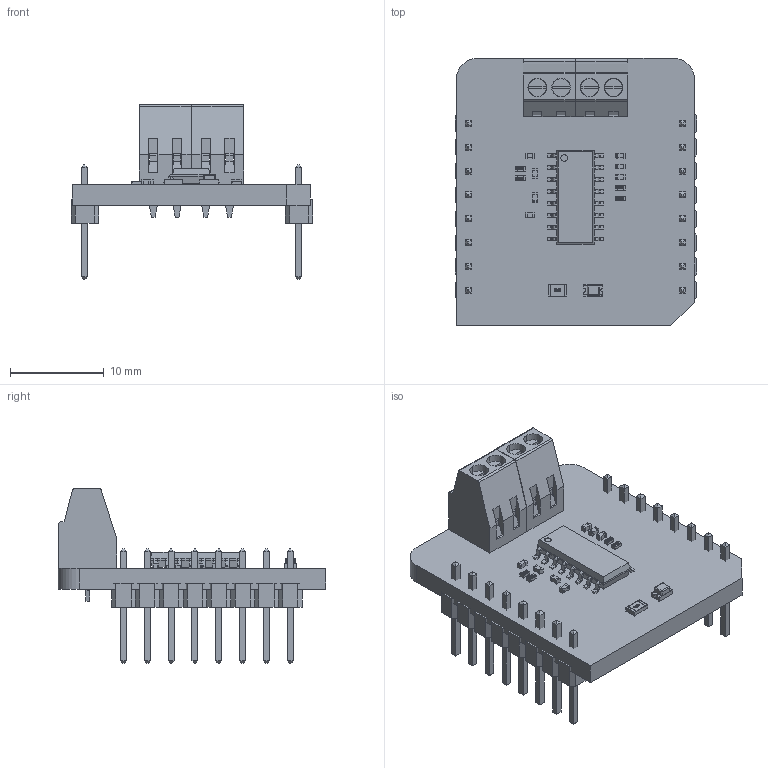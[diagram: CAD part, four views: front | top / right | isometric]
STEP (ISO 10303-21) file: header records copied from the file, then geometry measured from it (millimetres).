
FILE_DESCRIPTION(('Open CASCADE Model'),'2;1');
FILE_NAME('Open CASCADE Shape Model','2020-02-05T18:09:28',('Author'),( 'Open CASCADE'),'Open CASCADE STEP processor 6.8','Open CASCADE 6.8' ,'Unknown');
FILE_SCHEMA(('AUTOMOTIVE_DESIGN { 1 0 10303 214 1 1 1 1 }'));
Length unit declared in the file: millimetre
Products named in the file (31): PCB; Board; R3; User_Library-R_0402; R2; C2; User_Library-SMD_CAPACITOR0402; R1; User_Library-R_0805; MBD1; Header_1x8; Free-Models; 1240637040; User_Library-PinHeaderX5-1_PinHeaderX5_Body_1; User_Library-PinHeaderX5-1_PinHeaderX5_Pins_1; LD1; led_0805_green; U1; User_Library-SOIC-16-2; C3; C4; C5; C6; C7; C8; R4; R5; TB1; ScrewTerminal_2.54; TB2
Assembly tree (42 placements, depth 7):
  PCB
    Board
    R3
      User_Library-R_0402
    R2
      User_Library-R_0402
    C2
      User_Library-SMD_CAPACITOR0402
    R1
      User_Library-R_0805
    MBD1
      Header_1x8  x2
        PCB
          Free-Models
            1240637040  x2
              User_Library-PinHeaderX5-1_PinHeaderX5_Body_1
              User_Library-PinHeaderX5-1_PinHeaderX5_Pins_1
    LD1
      led_0805_green
    U1
      User_Library-SOIC-16-2
    C3
      User_Library-SMD_CAPACITOR0402
    C4
      User_Library-SMD_CAPACITOR0402
    C5
      User_Library-SMD_CAPACITOR0402
    C6
      User_Library-SMD_CAPACITOR0402
    C7
      User_Library-SMD_CAPACITOR0402
    C8
      User_Library-SMD_CAPACITOR0402
    R4
      User_Library-R_0402
    R5
      User_Library-R_0402
    TB1
      ScrewTerminal_2.54
    TB2
      ScrewTerminal_2.54
Bounding box: 25.78 x 28.57 x 18.61 mm (x, y, z)
Volume: 2486.1 mm3; surface area: 4546.2 mm2
Topology: 52 solids, 52 shells, 1832 faces, 4637 edges, 2906 vertices
Faces by surface type: plane 1353, cylinder 273, bspline 146, sphere 60
Entity records: 32128 total; most frequent: CARTESIAN_POINT 8677, ORIENTED_EDGE 4174, DIRECTION 3815, EDGE_CURVE 2087, LINE 1663, VECTOR 1663, VERTEX_POINT 1338, AXIS2_PLACEMENT_3D 1076
